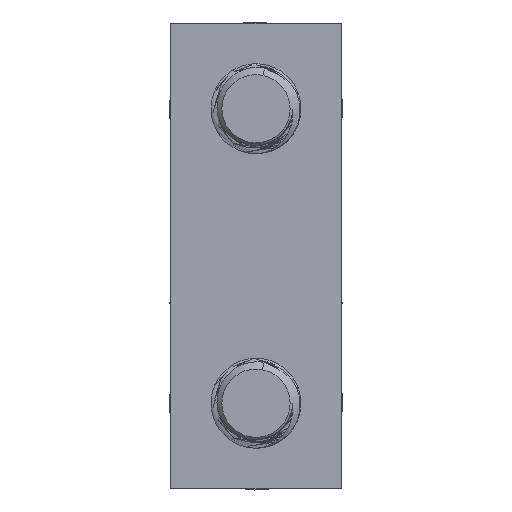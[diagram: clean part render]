
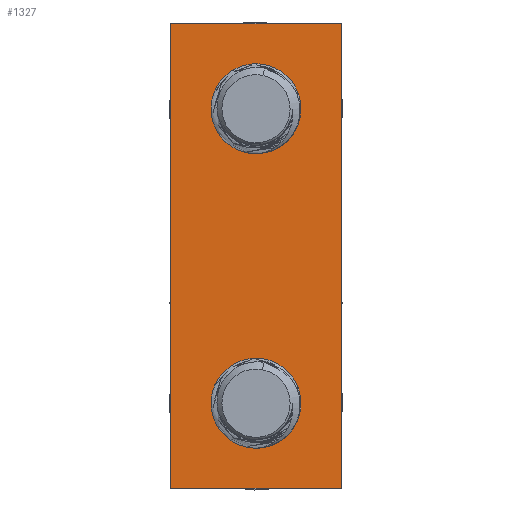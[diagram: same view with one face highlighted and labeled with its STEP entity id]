
A CAD part, front view. The second image highlights one B-rep face of the part: STEP entity #1327.
In plain terms, the highlighted planar face has unit normal (0, -1, 0).
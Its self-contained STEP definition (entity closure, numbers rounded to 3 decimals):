
#18 = ORIENTED_EDGE ( 'NONE', *, *, #2656, .T. ) ;
#308 = DIRECTION ( 'NONE',  ( -1., 0., 0. ) ) ;
#363 = CARTESIAN_POINT ( 'NONE',  ( 0., -6.3, 6. ) ) ;
#622 = PLANE ( 'NONE',  #2541 ) ;
#673 = FACE_BOUND ( 'NONE', #5338, .T. ) ;
#882 = CIRCLE ( 'NONE', #7271, 1.25 ) ;
#919 = AXIS2_PLACEMENT_3D ( 'NONE', #3763, #6388, #1171 ) ;
#951 = CARTESIAN_POINT ( 'NONE',  ( 2.75, -6.3, 7.5 ) ) ;
#1171 = DIRECTION ( 'NONE',  ( 0., 0., -1. ) ) ;
#1327 = ADVANCED_FACE ( 'NONE', ( #673, #10342, #3157 ), #622, .F. ) ;
#1353 = CARTESIAN_POINT ( 'NONE',  ( 0., -6.3, 4.75 ) ) ;
#1478 = EDGE_CURVE ( 'NONE', #6107, #11162, #882, .T. ) ;
#1521 = DIRECTION ( 'NONE',  ( 0., 1., 0. ) ) ;
#1593 = DIRECTION ( 'NONE',  ( 0., 1., 0. ) ) ;
#1659 = CIRCLE ( 'NONE', #919, 1.25 ) ;
#1713 = DIRECTION ( 'NONE',  ( 0., 0., -1. ) ) ;
#1884 = EDGE_CURVE ( 'NONE', #10040, #4150, #7470, .T. ) ;
#2047 = CARTESIAN_POINT ( 'NONE',  ( 0., -6.3, -4.75 ) ) ;
#2417 = ORIENTED_EDGE ( 'NONE', *, *, #1478, .T. ) ;
#2476 = CARTESIAN_POINT ( 'NONE',  ( 0., -6.3, -6. ) ) ;
#2503 = ORIENTED_EDGE ( 'NONE', *, *, #6225, .T. ) ;
#2505 = ORIENTED_EDGE ( 'NONE', *, *, #1884, .T. ) ;
#2541 = AXIS2_PLACEMENT_3D ( 'NONE', #7541, #1593, #7483 ) ;
#2568 = AXIS2_PLACEMENT_3D ( 'NONE', #2047, #5521, #8150 ) ;
#2656 = EDGE_CURVE ( 'NONE', #5714, #7756, #5193, .T. ) ;
#2676 = CARTESIAN_POINT ( 'NONE',  ( 0., -6.3, 3.5 ) ) ;
#2698 = DIRECTION ( 'NONE',  ( 0., 0., -1. ) ) ;
#2841 = DIRECTION ( 'NONE',  ( -1., 0., 0. ) ) ;
#3129 = EDGE_LOOP ( 'NONE', ( #18, #8994, #9703, #2503 ) ) ;
#3134 = CIRCLE ( 'NONE', #9334, 1.25 ) ;
#3136 = CARTESIAN_POINT ( 'NONE',  ( 2.75, -6.3, -7.5 ) ) ;
#3157 = FACE_OUTER_BOUND ( 'NONE', #3129, .T. ) ;
#3408 = VERTEX_POINT ( 'NONE', #3136 ) ;
#3763 = CARTESIAN_POINT ( 'NONE',  ( 0., -6.3, -4.75 ) ) ;
#3771 = CARTESIAN_POINT ( 'NONE',  ( 2.75, -6.3, 7.5 ) ) ;
#3874 = CARTESIAN_POINT ( 'NONE',  ( -2.75, -6.3, 7.5 ) ) ;
#4150 = VERTEX_POINT ( 'NONE', #5665 ) ;
#4215 = VECTOR ( 'NONE', #1713, 1000. ) ;
#4542 = CARTESIAN_POINT ( 'NONE',  ( 2.75, -6.3, 7.5 ) ) ;
#5193 = LINE ( 'NONE', #10459, #8406 ) ;
#5338 = EDGE_LOOP ( 'NONE', ( #5551, #2417 ) ) ;
#5392 = LINE ( 'NONE', #4542, #10806 ) ;
#5521 = DIRECTION ( 'NONE',  ( 0., 1., 0. ) ) ;
#5551 = ORIENTED_EDGE ( 'NONE', *, *, #5661, .T. ) ;
#5577 = EDGE_CURVE ( 'NONE', #4150, #10040, #1659, .T. ) ;
#5661 = EDGE_CURVE ( 'NONE', #11162, #6107, #3134, .T. ) ;
#5665 = CARTESIAN_POINT ( 'NONE',  ( 0., -6.3, -3.5 ) ) ;
#5714 = VERTEX_POINT ( 'NONE', #3874 ) ;
#5873 = VECTOR ( 'NONE', #2841, 1000. ) ;
#5910 = EDGE_LOOP ( 'NONE', ( #10881, #2505 ) ) ;
#5940 = DIRECTION ( 'NONE',  ( 0., 0., 1. ) ) ;
#6107 = VERTEX_POINT ( 'NONE', #2676 ) ;
#6225 = EDGE_CURVE ( 'NONE', #7576, #5714, #5392, .T. ) ;
#6351 = EDGE_CURVE ( 'NONE', #3408, #7756, #8831, .T. ) ;
#6388 = DIRECTION ( 'NONE',  ( 0., 1., 0. ) ) ;
#6804 = CARTESIAN_POINT ( 'NONE',  ( 0., -6.3, 4.75 ) ) ;
#7271 = AXIS2_PLACEMENT_3D ( 'NONE', #6804, #10288, #5940 ) ;
#7462 = DIRECTION ( 'NONE',  ( 0., 0., 1. ) ) ;
#7470 = CIRCLE ( 'NONE', #2568, 1.25 ) ;
#7483 = DIRECTION ( 'NONE',  ( 0., 0., 1. ) ) ;
#7541 = CARTESIAN_POINT ( 'NONE',  ( 2.75, -6.3, 7.5 ) ) ;
#7576 = VERTEX_POINT ( 'NONE', #3771 ) ;
#7756 = VERTEX_POINT ( 'NONE', #10051 ) ;
#8150 = DIRECTION ( 'NONE',  ( 0., 0., -1. ) ) ;
#8406 = VECTOR ( 'NONE', #2698, 1000. ) ;
#8831 = LINE ( 'NONE', #9690, #5873 ) ;
#8994 = ORIENTED_EDGE ( 'NONE', *, *, #6351, .F. ) ;
#9334 = AXIS2_PLACEMENT_3D ( 'NONE', #1353, #1521, #7462 ) ;
#9690 = CARTESIAN_POINT ( 'NONE',  ( 2.75, -6.3, -7.5 ) ) ;
#9703 = ORIENTED_EDGE ( 'NONE', *, *, #10208, .F. ) ;
#10040 = VERTEX_POINT ( 'NONE', #2476 ) ;
#10051 = CARTESIAN_POINT ( 'NONE',  ( -2.75, -6.3, -7.5 ) ) ;
#10208 = EDGE_CURVE ( 'NONE', #7576, #3408, #11307, .T. ) ;
#10288 = DIRECTION ( 'NONE',  ( 0., 1., 0. ) ) ;
#10342 = FACE_BOUND ( 'NONE', #5910, .T. ) ;
#10459 = CARTESIAN_POINT ( 'NONE',  ( -2.75, -6.3, 7.5 ) ) ;
#10806 = VECTOR ( 'NONE', #308, 1000. ) ;
#10881 = ORIENTED_EDGE ( 'NONE', *, *, #5577, .T. ) ;
#11162 = VERTEX_POINT ( 'NONE', #363 ) ;
#11307 = LINE ( 'NONE', #951, #4215 ) ;
